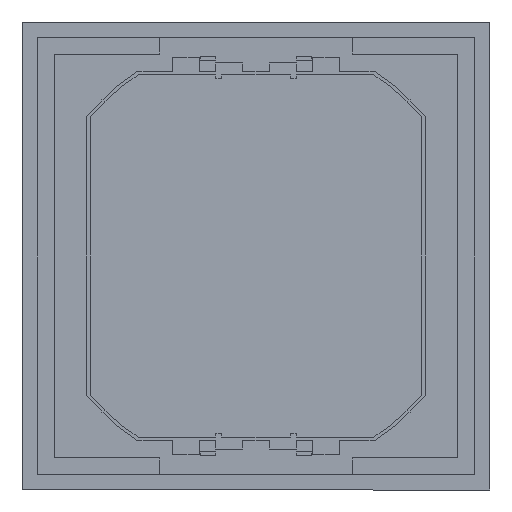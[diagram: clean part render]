
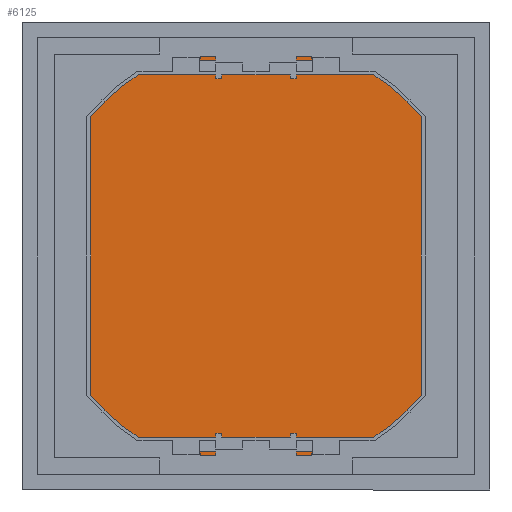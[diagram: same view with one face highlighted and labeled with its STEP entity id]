
A CAD part, front view. The second image highlights one B-rep face of the part: STEP entity #6125.
In plain terms, the highlighted planar face has unit normal (0, -1, 0).
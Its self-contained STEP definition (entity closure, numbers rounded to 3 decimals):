
#62 = DIRECTION ( 'NONE',  ( 0., 0., 1. ) ) ;
#390 = VERTEX_POINT ( 'NONE', #3162 ) ;
#1182 = DIRECTION ( 'NONE',  ( 0., 0., 1. ) ) ;
#1268 = CARTESIAN_POINT ( 'NONE',  ( -142.5, -4., 142.5 ) ) ;
#1558 = LINE ( 'NONE', #3740, #12907 ) ;
#1604 = EDGE_LOOP ( 'NONE', ( #12246, #6117, #2468, #6604 ) ) ;
#2468 = ORIENTED_EDGE ( 'NONE', *, *, #3035, .F. ) ;
#2528 = DIRECTION ( 'NONE',  ( 0., 0., -1. ) ) ;
#2550 = CARTESIAN_POINT ( 'NONE',  ( 142.5, -4., 142.5 ) ) ;
#2656 = VECTOR ( 'NONE', #6388, 1000. ) ;
#3035 = EDGE_CURVE ( 'NONE', #8574, #390, #1558, .T. ) ;
#3162 = CARTESIAN_POINT ( 'NONE',  ( 142.5, -4., -142.5 ) ) ;
#3647 = VECTOR ( 'NONE', #1182, 1000. ) ;
#3740 = CARTESIAN_POINT ( 'NONE',  ( 142.5, -4., -142.5 ) ) ;
#3874 = VECTOR ( 'NONE', #5950, 1000. ) ;
#5888 = CARTESIAN_POINT ( 'NONE',  ( -142.5, -4., 142.5 ) ) ;
#5950 = DIRECTION ( 'NONE',  ( -1., 0., 0. ) ) ;
#6117 = ORIENTED_EDGE ( 'NONE', *, *, #6492, .F. ) ;
#6125 = ADVANCED_FACE ( 'NONE', ( #11647 ), #6821, .F. ) ;
#6388 = DIRECTION ( 'NONE',  ( 1., 0., 0. ) ) ;
#6492 = EDGE_CURVE ( 'NONE', #390, #13872, #7545, .T. ) ;
#6604 = ORIENTED_EDGE ( 'NONE', *, *, #13071, .F. ) ;
#6744 = VERTEX_POINT ( 'NONE', #5888 ) ;
#6821 = PLANE ( 'NONE',  #8190 ) ;
#6888 = LINE ( 'NONE', #11490, #3647 ) ;
#7360 = LINE ( 'NONE', #11962, #2656 ) ;
#7545 = LINE ( 'NONE', #12145, #3874 ) ;
#8190 = AXIS2_PLACEMENT_3D ( 'NONE', #1268, #12687, #62 ) ;
#8574 = VERTEX_POINT ( 'NONE', #2550 ) ;
#11490 = CARTESIAN_POINT ( 'NONE',  ( -142.5, -4., -142.5 ) ) ;
#11647 = FACE_OUTER_BOUND ( 'NONE', #1604, .T. ) ;
#11962 = CARTESIAN_POINT ( 'NONE',  ( -142.5, -4., 142.5 ) ) ;
#12145 = CARTESIAN_POINT ( 'NONE',  ( -142.5, -4., -142.5 ) ) ;
#12246 = ORIENTED_EDGE ( 'NONE', *, *, #13797, .F. ) ;
#12687 = DIRECTION ( 'NONE',  ( 0., 1., 0. ) ) ;
#12907 = VECTOR ( 'NONE', #2528, 1000. ) ;
#12973 = CARTESIAN_POINT ( 'NONE',  ( -142.5, -4., -142.5 ) ) ;
#13071 = EDGE_CURVE ( 'NONE', #6744, #8574, #7360, .T. ) ;
#13797 = EDGE_CURVE ( 'NONE', #13872, #6744, #6888, .T. ) ;
#13872 = VERTEX_POINT ( 'NONE', #12973 ) ;
